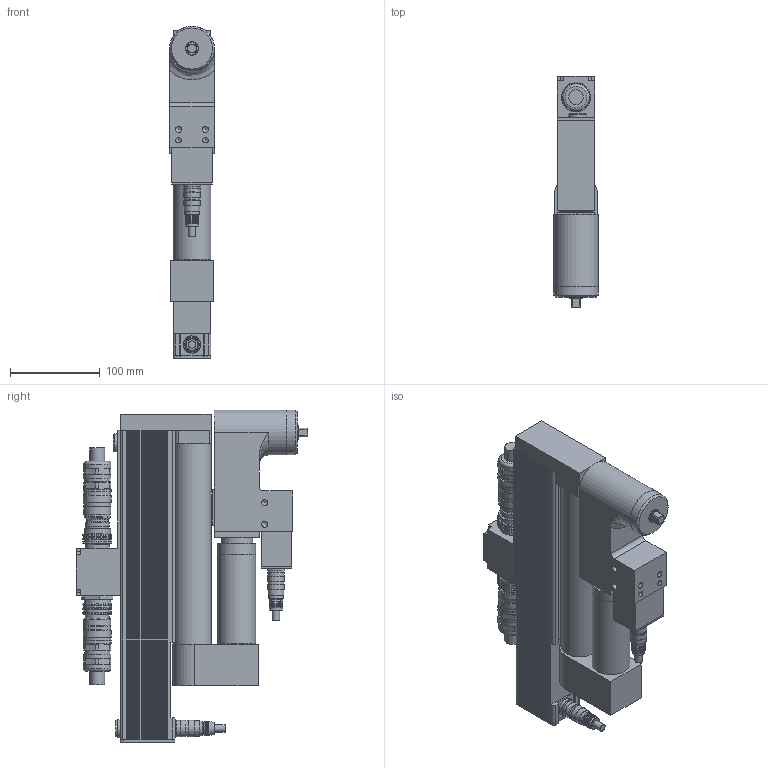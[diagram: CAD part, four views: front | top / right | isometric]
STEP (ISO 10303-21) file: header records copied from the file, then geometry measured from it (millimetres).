
FILE_DESCRIPTION((''),'2;1');
FILE_NAME('947575A8.stp','2011-03-28T07:46:39',('e4c32'),(''),'Autodesk Inventor 11','Autodesk Inventor 11','');
FILE_SCHEMA(('AUTOMOTIVE_DESIGN { 1 0 10303 214 1 1 1 1 }'));
Length unit declared in the file: millimetre
Products named in the file (6): 947575A8_IAM_001; 1WKXB_IPT_001; 1BUTS-XA_IPT_001; 961104-005_IPT_002.ipt_Stecker gerade; 961089-002_IPT_002.ipt_Stecker gerade; 961104-005_IPT_001.ipt_Stecker gerade
Assembly tree (6 placements, depth 2):
  947575A8_IAM_001
    1WKXB_IPT_001
    1BUTS-XA_IPT_001
    961104-005_IPT_002.ipt_Stecker gerade
    961089-002_IPT_002.ipt_Stecker gerade  x2
    961104-005_IPT_001.ipt_Stecker gerade
Bounding box: 50 x 257.6 x 369.15 mm (x, y, z)
Volume: 2467274.8 mm3; surface area: 269180.1 mm2
Topology: 6 solids, 6 shells, 1098 faces, 2772 edges, 1748 vertices
Faces by surface type: plane 731, cylinder 212, bspline 105, cone 38, torus 12
Full cylindrical faces by diameter (mm): 6.647 x2, 8 x2, 13.4 x2, 13.5 x1, 14 x10, 14.2 x2, 15 x1, 16 x7, 16.5 x2, 17.587 x4, 18 x7, 18.7 x4, 20 x4, 22.5 x1, 24 x1, 25 x1, 25.5 x1, 26.4 x1, 27 x1, 27.047 x1, 28 x2, 28.5 x1, 29.5 x3, 29.8 x4, 30 x4, 30.4 x2, 30.5 x3, 30.609 x1, 30.8 x4, 35 x1
Entity records: 30623 total; most frequent: CARTESIAN_POINT 6833, ORIENTED_EDGE 5120, DIRECTION 4497, EDGE_CURVE 2560, VERTEX_POINT 1684, VECTOR 1653, LINE 1653, AXIS2_PLACEMENT_3D 1422
